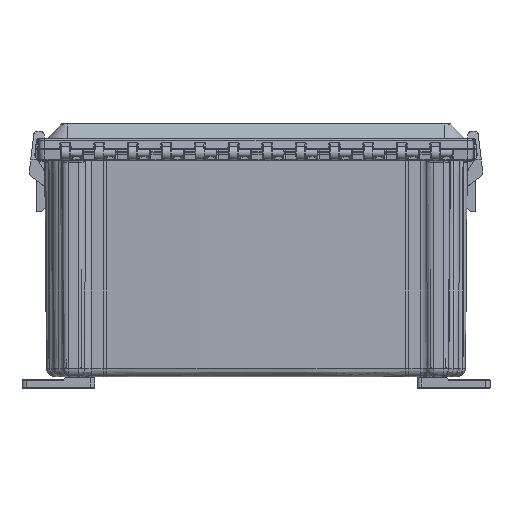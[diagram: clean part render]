
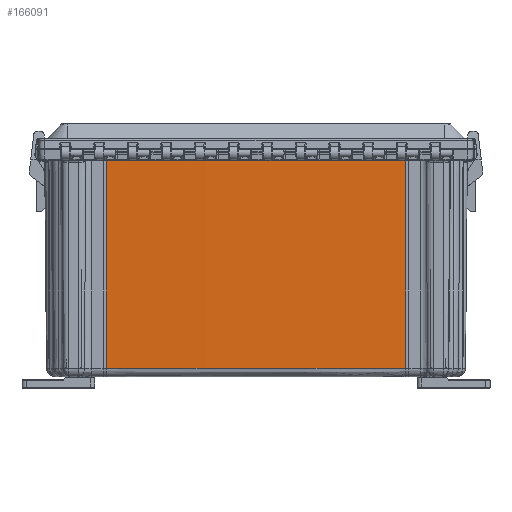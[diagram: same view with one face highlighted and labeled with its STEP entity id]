
A CAD part, left-side view. The second image highlights one B-rep face of the part: STEP entity #166091.
In plain terms, the highlighted conical face has half-angle 0.5 degrees and reference radius 6173.35 mm.
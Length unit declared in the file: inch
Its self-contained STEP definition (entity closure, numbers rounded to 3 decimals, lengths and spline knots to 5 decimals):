
#8603 = DIRECTION ( 'NONE',  ( 0., 0., -1. ) ) ;
#9476 = EDGE_CURVE ( 'NONE', #123330, #91978, #171766, .T. ) ;
#13514 = ORIENTED_EDGE ( 'NONE', *, *, #80774, .F. ) ;
#19515 = CARTESIAN_POINT ( 'NONE',  ( -8.13737, 6.68171, 4.57 ) ) ;
#23618 = CARTESIAN_POINT ( 'NONE',  ( 234.81312, -0.00557, 4.86557 ) ) ;
#25432 = CARTESIAN_POINT ( 'NONE',  ( -8.0983, 6.68063, 0.09108 ) ) ;
#32779 = CARTESIAN_POINT ( 'NONE',  ( -8.09861, -6.68025, 0.09108 ) ) ;
#39454 = DIRECTION ( 'NONE',  ( 0.009, 0., -1. ) ) ;
#43857 = AXIS2_PLACEMENT_3D ( 'NONE', #116411, #8603, #49833 ) ;
#49833 = DIRECTION ( 'NONE',  ( 1., 0., 0. ) ) ;
#53262 = VERTEX_POINT ( 'NONE', #100488 ) ;
#58189 = CARTESIAN_POINT ( 'NONE',  ( -8.05665, 6.67949, -4.6834 ) ) ;
#60578 = VERTEX_POINT ( 'NONE', #74573 ) ;
#63449 = EDGE_CURVE ( 'NONE', #60578, #91978, #96982, .T. ) ;
#63681 = VECTOR ( 'NONE', #86187, 39.37008 ) ;
#73862 = ORIENTED_EDGE ( 'NONE', *, *, #100857, .T. ) ;
#74573 = CARTESIAN_POINT ( 'NONE',  ( -8.05696, -6.6791, -4.6834 ) ) ;
#77032 = DIRECTION ( 'NONE',  ( 0., 0., 1. ) ) ;
#80774 = EDGE_CURVE ( 'NONE', #123330, #53262, #154176, .T. ) ;
#86187 = DIRECTION ( 'NONE',  ( -0.009, 0., 1. ) ) ;
#88090 = AXIS2_PLACEMENT_3D ( 'NONE', #23618, #77032, #130541 ) ;
#90199 = FACE_OUTER_BOUND ( 'NONE', #166193, .T. ) ;
#91978 = VERTEX_POINT ( 'NONE', #58189 ) ;
#96432 = CONICAL_SURFACE ( 'NONE', #88090, 243.04509, 0.009 ) ;
#96982 = CIRCLE ( 'NONE', #43857, 242.96176 ) ;
#100488 = CARTESIAN_POINT ( 'NONE',  ( -8.13769, -6.68132, 4.57 ) ) ;
#100857 = EDGE_CURVE ( 'NONE', #60578, #53262, #152807, .T. ) ;
#101921 = ORIENTED_EDGE ( 'NONE', *, *, #63449, .F. ) ;
#101931 = DIRECTION ( 'NONE',  ( 0., 0., 1. ) ) ;
#114202 = CARTESIAN_POINT ( 'NONE',  ( 234.81312, -0.00557, 4.57 ) ) ;
#116411 = CARTESIAN_POINT ( 'NONE',  ( 234.81312, -0.00557, -4.6834 ) ) ;
#123330 = VERTEX_POINT ( 'NONE', #19515 ) ;
#130541 = DIRECTION ( 'NONE',  ( -1., 0., 0. ) ) ;
#148700 = VECTOR ( 'NONE', #39454, 39.37008 ) ;
#152807 = LINE ( 'NONE', #32779, #63681 ) ;
#152897 = ORIENTED_EDGE ( 'NONE', *, *, #9476, .T. ) ;
#154176 = CIRCLE ( 'NONE', #162695, 243.04251 ) ;
#155402 = DIRECTION ( 'NONE',  ( 1., 0., 0. ) ) ;
#162695 = AXIS2_PLACEMENT_3D ( 'NONE', #114202, #101931, #155402 ) ;
#166091 = ADVANCED_FACE ( 'NONE', ( #90199 ), #96432, .T. ) ;
#166193 = EDGE_LOOP ( 'NONE', ( #13514, #152897, #101921, #73862 ) ) ;
#171766 = LINE ( 'NONE', #25432, #148700 ) ;
